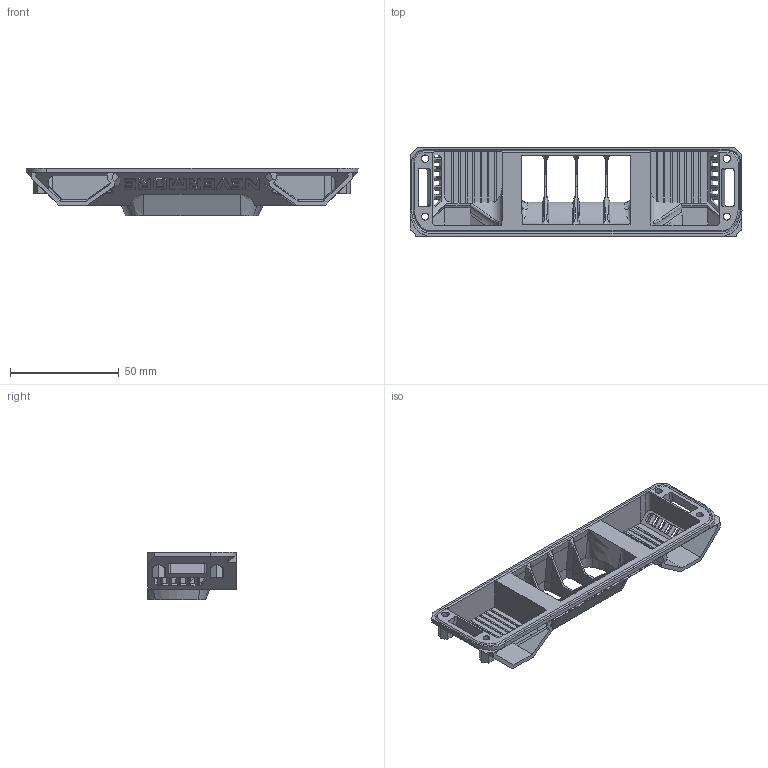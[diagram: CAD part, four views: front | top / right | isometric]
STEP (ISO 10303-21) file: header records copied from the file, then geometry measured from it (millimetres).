
FILE_DESCRIPTION(/* description */ (''),/* implementation_level */ '2;1');
FILE_NAME(/* name */ 'Standard_Intake_Exhaust.step',/* time_stamp */ '2025-03-30T15:27:30+02:00',/* author */ (''),/* organization */ (''),/* preprocessor_version */ 'ST-DEVELOPER v20.1',/* originating_system */ 'Autodesk Translation Framework v14.4.0.0',/* authorisation */ '');
FILE_SCHEMA (('AUTOMOTIVE_DESIGN { 1 0 10303 214 3 1 1 }'));
Length unit declared in the file: millimetre
Products named in the file (1): New_Chamber_Side
Bounding box: 152.78 x 40.71 x 22 mm (x, y, z)
Volume: 30049.6 mm3; surface area: 25013.5 mm2
Topology: 1 solids, 1 shells, 913 faces, 2644 edges, 1740 vertices
Faces by surface type: plane 417, bspline 292, cylinder 184, cone 18, torus 2
Full cylindrical faces by diameter (mm): 3.2 x2, 3.4 x2
Entity records: 34501 total; most frequent: CARTESIAN_POINT 12806, ORIENTED_EDGE 5284, DIRECTION 3579, EDGE_CURVE 2642, VERTEX_POINT 1740, LINE 1547, VECTOR 1547, AXIS2_PLACEMENT_3D 1016
